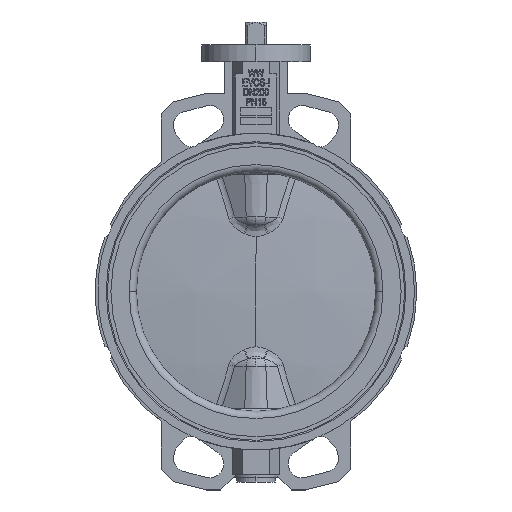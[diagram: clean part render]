
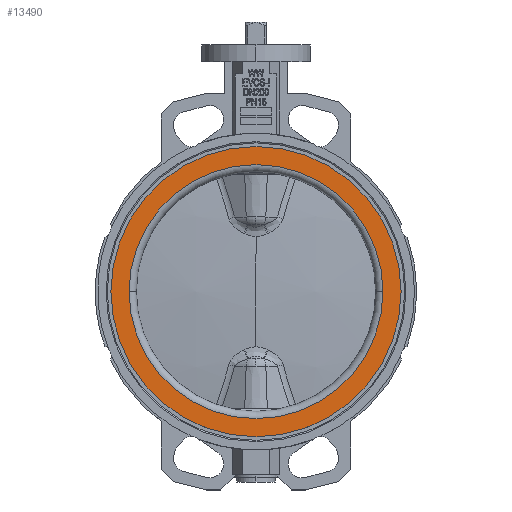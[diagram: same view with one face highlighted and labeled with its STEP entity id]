
A CAD part, top view. The second image highlights one B-rep face of the part: STEP entity #13490.
In plain terms, the highlighted planar face has unit normal (0, 0, 1).
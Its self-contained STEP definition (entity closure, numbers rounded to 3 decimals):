
#1032 = DIRECTION ( 'NONE',  ( 0., 0., -1. ) ) ;
#1868 = CARTESIAN_POINT ( 'NONE',  ( 120., 0., 31. ) ) ;
#2303 = AXIS2_PLACEMENT_3D ( 'NONE', #10967, #13229, #24058 ) ;
#4786 = FACE_OUTER_BOUND ( 'NONE', #11066, .T. ) ;
#5002 = DIRECTION ( 'NONE',  ( -1., 0., 0. ) ) ;
#5391 = VERTEX_POINT ( 'NONE', #24245 ) ;
#5894 = CIRCLE ( 'NONE', #16190, 120. ) ;
#6183 = DIRECTION ( 'NONE',  ( 1., 0., 0. ) ) ;
#6188 = DIRECTION ( 'NONE',  ( 0., 0., 1. ) ) ;
#6490 = EDGE_CURVE ( 'NONE', #26058, #5391, #10698, .T. ) ;
#7271 = AXIS2_PLACEMENT_3D ( 'NONE', #22402, #1032, #5002 ) ;
#7833 = EDGE_CURVE ( 'NONE', #24827, #17658, #5894, .T. ) ;
#8383 = AXIS2_PLACEMENT_3D ( 'NONE', #12765, #12501, #6183 ) ;
#9247 = EDGE_CURVE ( 'NONE', #17658, #24827, #10452, .T. ) ;
#9529 = CARTESIAN_POINT ( 'NONE',  ( -120., 0., 31. ) ) ;
#10452 = CIRCLE ( 'NONE', #2303, 120. ) ;
#10551 = CARTESIAN_POINT ( 'NONE',  ( 105., 0., 31. ) ) ;
#10698 = CIRCLE ( 'NONE', #25991, 105. ) ;
#10702 = CARTESIAN_POINT ( 'NONE',  ( 0., 0., 31. ) ) ;
#10967 = CARTESIAN_POINT ( 'NONE',  ( 0., 0., 31. ) ) ;
#11066 = EDGE_LOOP ( 'NONE', ( #19336, #11888 ) ) ;
#11220 = CIRCLE ( 'NONE', #8383, 105. ) ;
#11888 = ORIENTED_EDGE ( 'NONE', *, *, #9247, .T. ) ;
#12501 = DIRECTION ( 'NONE',  ( 0., 0., 1. ) ) ;
#12619 = ORIENTED_EDGE ( 'NONE', *, *, #23537, .F. ) ;
#12765 = CARTESIAN_POINT ( 'NONE',  ( 0., 0., 31. ) ) ;
#13229 = DIRECTION ( 'NONE',  ( 0., 0., 1. ) ) ;
#13490 = ADVANCED_FACE ( 'NONE', ( #24908, #4786 ), #20259, .F. ) ;
#16190 = AXIS2_PLACEMENT_3D ( 'NONE', #10702, #6188, #27585 ) ;
#17658 = VERTEX_POINT ( 'NONE', #9529 ) ;
#18238 = DIRECTION ( 'NONE',  ( 0., 0., 1. ) ) ;
#19336 = ORIENTED_EDGE ( 'NONE', *, *, #7833, .T. ) ;
#20259 = PLANE ( 'NONE',  #7271 ) ;
#21173 = ORIENTED_EDGE ( 'NONE', *, *, #6490, .F. ) ;
#22402 = CARTESIAN_POINT ( 'NONE',  ( 0., 105., 31. ) ) ;
#23537 = EDGE_CURVE ( 'NONE', #5391, #26058, #11220, .T. ) ;
#24058 = DIRECTION ( 'NONE',  ( 1., 0., 0. ) ) ;
#24245 = CARTESIAN_POINT ( 'NONE',  ( -105., 0., 31. ) ) ;
#24462 = EDGE_LOOP ( 'NONE', ( #21173, #12619 ) ) ;
#24802 = DIRECTION ( 'NONE',  ( 1., 0., 0. ) ) ;
#24827 = VERTEX_POINT ( 'NONE', #1868 ) ;
#24908 = FACE_BOUND ( 'NONE', #24462, .T. ) ;
#25991 = AXIS2_PLACEMENT_3D ( 'NONE', #26636, #18238, #24802 ) ;
#26058 = VERTEX_POINT ( 'NONE', #10551 ) ;
#26636 = CARTESIAN_POINT ( 'NONE',  ( 0., 0., 31. ) ) ;
#27585 = DIRECTION ( 'NONE',  ( 1., 0., 0. ) ) ;
